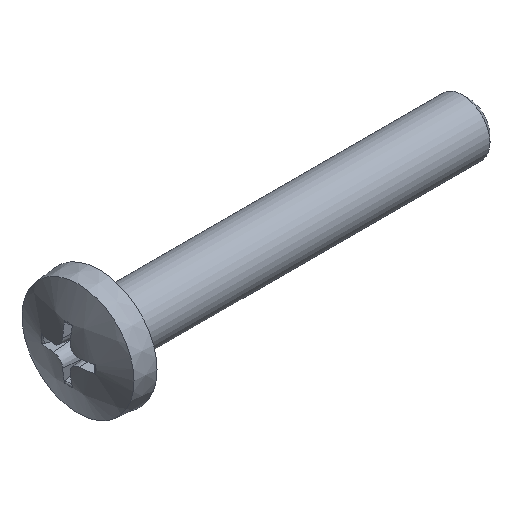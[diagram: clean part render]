
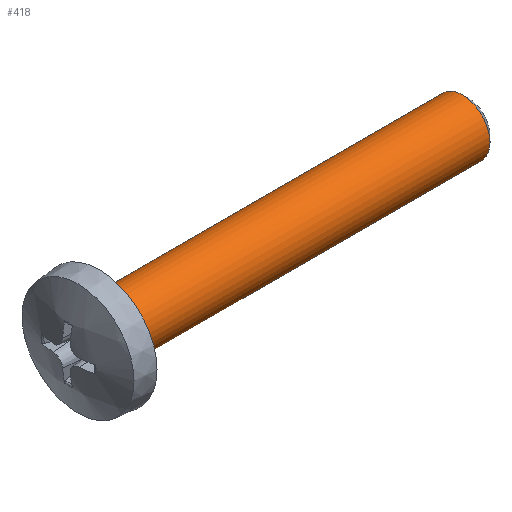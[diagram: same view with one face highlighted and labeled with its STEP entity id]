
A CAD part, isometric view. The second image highlights one B-rep face of the part: STEP entity #418.
In plain terms, the highlighted cylindrical face has radius 1.422 mm (diameter 2.845 mm), a full revolution.
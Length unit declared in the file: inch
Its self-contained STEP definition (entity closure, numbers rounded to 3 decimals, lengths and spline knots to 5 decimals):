
#76=CYLINDRICAL_SURFACE($,#450,0.056);
#78=FACE_BOUND($,#112,.T.);
#84=FACE_OUTER_BOUND($,#111,.T.);
#111=EDGE_LOOP($,(#278));
#112=EDGE_LOOP($,(#279));
#141=CIRCLE($,#448,0.056);
#143=CIRCLE($,#451,0.056);
#166=VERTEX_POINT($,#615);
#168=VERTEX_POINT($,#620);
#211=EDGE_CURVE($,#166,#166,#141,.T.);
#213=EDGE_CURVE($,#168,#168,#143,.T.);
#278=ORIENTED_EDGE($,*,*,#213,.T.);
#279=ORIENTED_EDGE($,*,*,#211,.F.);
#418=ADVANCED_FACE($,(#84,#78),#76,.T.);
#448=AXIS2_PLACEMENT_3D($,#616,#503,#504);
#450=AXIS2_PLACEMENT_3D($,#619,#507,#508);
#451=AXIS2_PLACEMENT_3D($,#621,#509,#510);
#503=DIRECTION('center_axis',(1.,0.,0.));
#504=DIRECTION('ref_axis',(0.,-1.,0.));
#507=DIRECTION('center_axis',(1.,0.,0.));
#508=DIRECTION('ref_axis',(0.,1.,0.));
#509=DIRECTION('center_axis',(1.,0.,0.));
#510=DIRECTION('ref_axis',(0.,1.,0.));
#615=CARTESIAN_POINT('',(0.7375,0.056,0.));
#616=CARTESIAN_POINT('Origin',(0.7375,0.,0.));
#619=CARTESIAN_POINT('Origin',(0.375,0.,0.));
#620=CARTESIAN_POINT('',(0.,0.056,0.));
#621=CARTESIAN_POINT('Origin',(0.,0.,0.));
